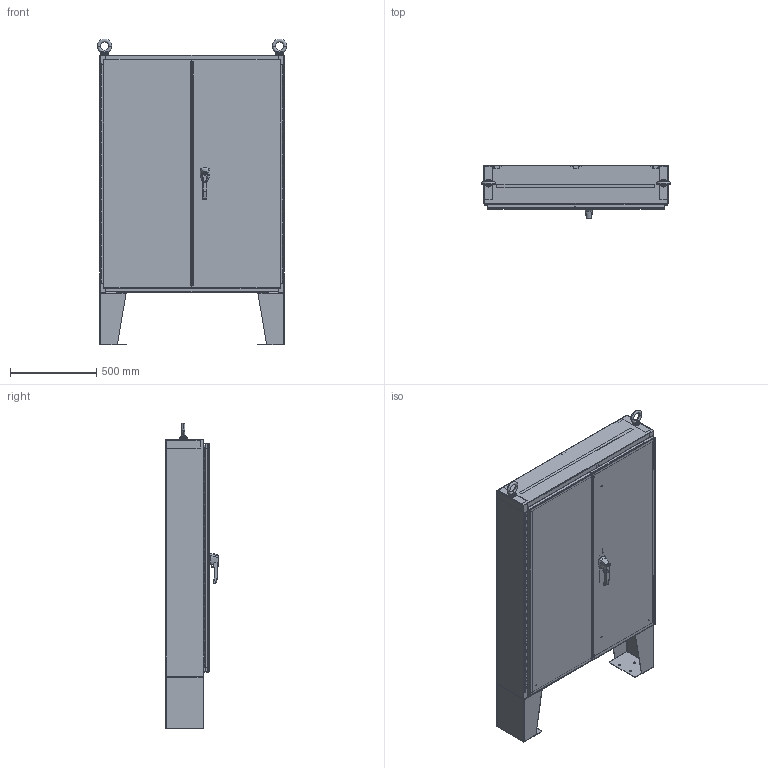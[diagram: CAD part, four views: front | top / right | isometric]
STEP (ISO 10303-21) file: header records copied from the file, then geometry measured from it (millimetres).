
FILE_DESCRIPTION (( 'STEP AP203' ), '1' );
FILE_NAME ('1422A8F_Default.step', '2019-11-04T14:58:08', ( '' ), ( '' ), 'SwSTEP 2.0', 'SolidWorks 2019', '' );
FILE_SCHEMA (( 'CONFIG_CONTROL_DESIGN' ));
Products named in the file (1): 1422A8F_Default
Bounding box: 1096.44 x 305.12 x 1772.36 mm (x, y, z)
Volume: 15221868.9 mm3; surface area: 13950677.2 mm2
Topology: 90 solids, 90 shells, 2673 faces, 6883 edges, 4421 vertices
Faces by surface type: plane 1246, cylinder 1180, bspline 145, cone 86, torus 16
Entity records: 96164 total; most frequent: CARTESIAN_POINT 30503, ORIENTED_EDGE 13746, DIRECTION 13709, EDGE_CURVE 6873, AXIS2_PLACEMENT_3D 4925, VERTEX_POINT 4421, VECTOR 3859, LINE 3859
